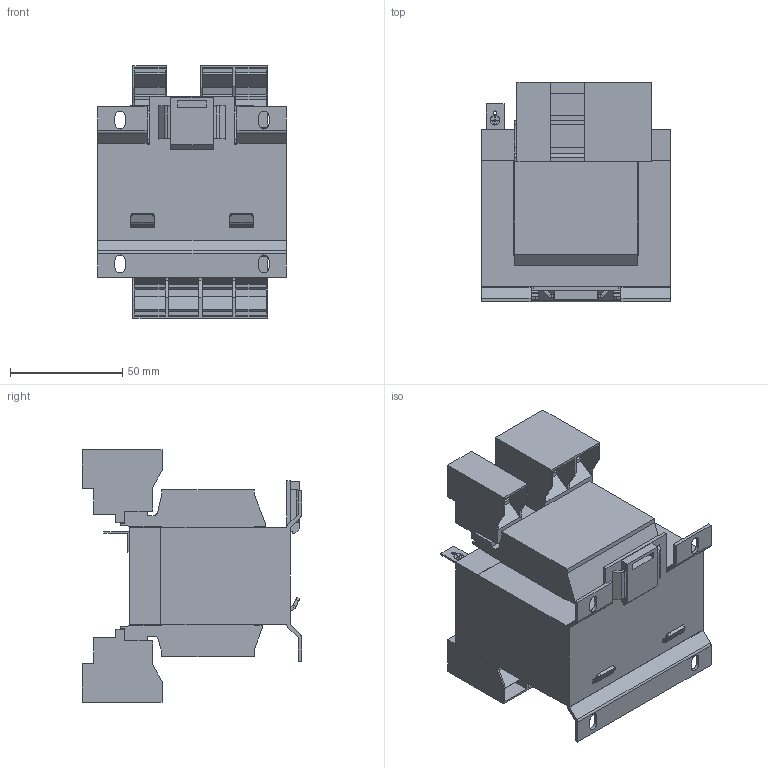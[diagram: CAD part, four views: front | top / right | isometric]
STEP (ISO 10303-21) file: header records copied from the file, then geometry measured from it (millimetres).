
FILE_DESCRIPTION (( 'STEP AP203' ), '1' );
FILE_NAME ('USTE100_2X115.step', '2024-10-31T16:58:36', ( '' ), ( '' ), 'SwSTEP 2.0', 'SolidWorks 2023', '' );
FILE_SCHEMA (( 'CONFIG_CONTROL_DESIGN' ));
Length unit declared in the file: inch
Products named in the file (1): USTE100_2X115
Bounding box: 84 x 97.47 x 112.3 mm (x, y, z)
Volume: 426408.3 mm3; surface area: 86470.9 mm2
Topology: 1 solids, 1 shells, 555 faces, 1564 edges, 1024 vertices
Faces by surface type: plane 437, cylinder 106, bspline 12
Entity records: 18089 total; most frequent: CARTESIAN_POINT 3564, ORIENTED_EDGE 3128, DIRECTION 2816, EDGE_CURVE 1564, LINE 1344, VECTOR 1344, VERTEX_POINT 1024, AXIS2_PLACEMENT_3D 736
